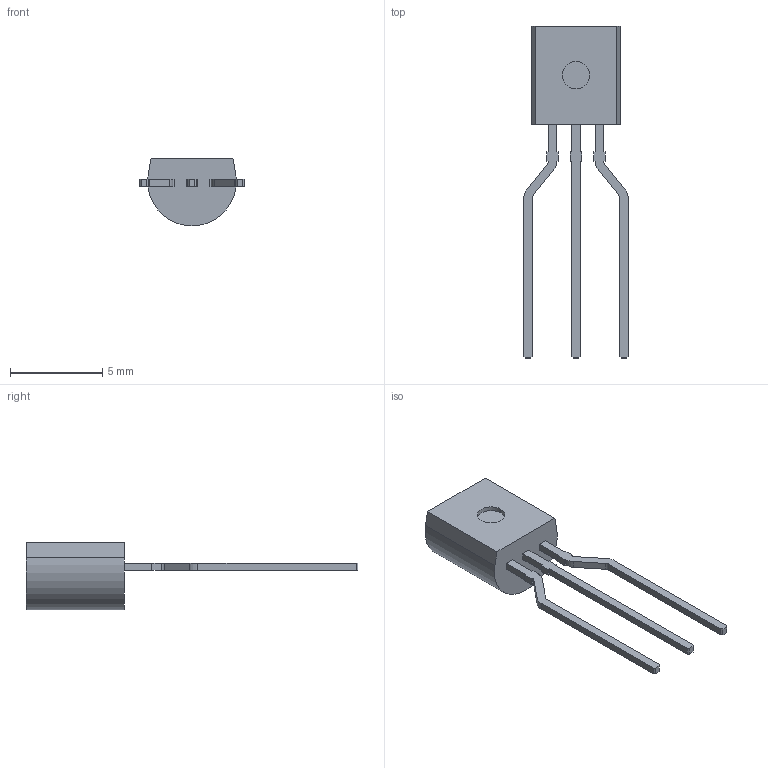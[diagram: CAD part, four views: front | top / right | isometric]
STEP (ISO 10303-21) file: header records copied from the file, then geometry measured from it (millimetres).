
FILE_DESCRIPTION (( 'STEP AP214' ), '1' );
FILE_NAME ('LM336-2.5.STEP', '2023-10-16T15:57:17', ( '' ), ( '' ), 'SwSTEP 2.0', 'SolidWorks 2021', '' );
FILE_SCHEMA (( 'AUTOMOTIVE_DESIGN' ));
Length unit declared in the file: millimetre
Products named in the file (1): LM336-2.5
Bounding box: 5.67 x 18.04 x 3.68 mm (x, y, z)
Volume: 87.1 mm3; surface area: 177.7 mm2
Topology: 4 solids, 4 shells, 70 faces, 183 edges, 122 vertices
Faces by surface type: plane 58, cylinder 12
Entity records: 2192 total; most frequent: CARTESIAN_POINT 376, ORIENTED_EDGE 366, DIRECTION 349, EDGE_CURVE 183, LINE 159, VECTOR 159, VERTEX_POINT 122, AXIS2_PLACEMENT_3D 95
